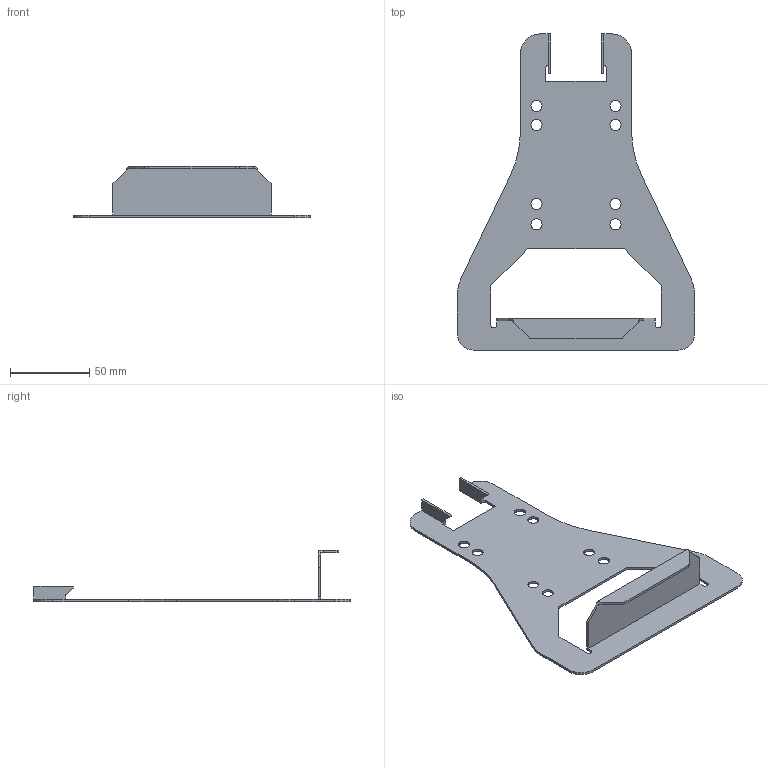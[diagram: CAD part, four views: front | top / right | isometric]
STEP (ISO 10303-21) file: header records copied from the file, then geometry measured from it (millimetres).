
FILE_DESCRIPTION (( 'STEP AP214' ), '1' );
FILE_NAME ('6049285.STP', '2018-12-15T08:12:30', ( '' ), ( '' ), 'SwSTEP 2.0', 'SolidWorks 2018', '' );
FILE_SCHEMA (( 'AUTOMOTIVE_DESIGN' ));
Length unit declared in the file: millimetre
Products named in the file (1): 6049285
Bounding box: 150 x 200 x 32.5 mm (x, y, z)
Volume: 28605.8 mm3; surface area: 40044 mm2
Topology: 1 solids, 1 shells, 86 faces, 254 edges, 170 vertices
Faces by surface type: plane 52, cylinder 30, bspline 4
Entity records: 3575 total; most frequent: CARTESIAN_POINT 725, ORIENTED_EDGE 508, DIRECTION 458, EDGE_CURVE 254, VECTOR 172, LINE 172, VERTEX_POINT 170, AXIS2_PLACEMENT_3D 143
